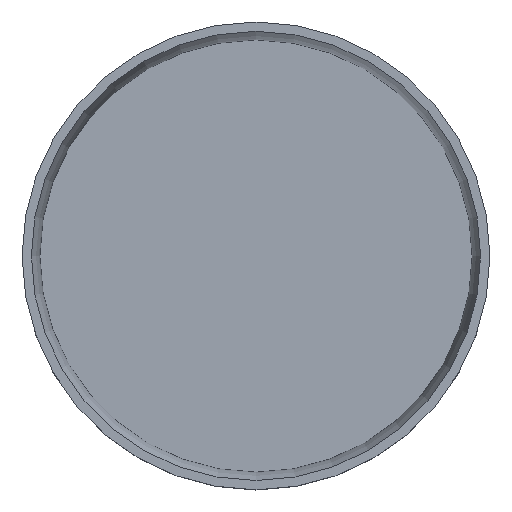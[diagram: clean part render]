
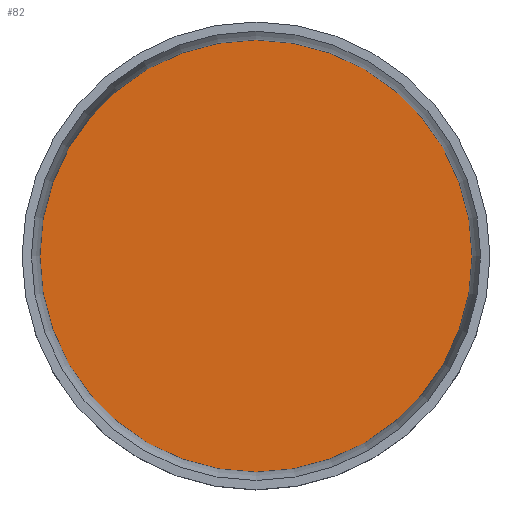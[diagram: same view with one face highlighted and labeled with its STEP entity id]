
A CAD part, top view. The second image highlights one B-rep face of the part: STEP entity #82.
In plain terms, the highlighted planar face has unit normal (0, 0, 1).
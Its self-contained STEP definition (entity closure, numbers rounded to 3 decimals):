
#26=FACE_OUTER_BOUND('',#33,.T.);
#33=EDGE_LOOP('',(#70));
#41=CIRCLE('',#107,46.2);
#47=VERTEX_POINT('',#155);
#55=EDGE_CURVE('',#47,#47,#41,.T.);
#70=ORIENTED_EDGE('',*,*,#55,.T.);
#77=PLANE('',#108);
#82=ADVANCED_FACE('',(#26),#77,.T.);
#107=AXIS2_PLACEMENT_3D('',#157,#131,#132);
#108=AXIS2_PLACEMENT_3D('',#158,#133,#134);
#131=DIRECTION('center_axis',(0.,0.,
1.));
#132=DIRECTION('ref_axis',(1.,0.,0.));
#133=DIRECTION('center_axis',(0.,0.,
1.));
#134=DIRECTION('ref_axis',(1.,0.,0.));
#155=CARTESIAN_POINT('',(0.,46.2,304.));
#157=CARTESIAN_POINT('Origin',(0.,0.,
304.));
#158=CARTESIAN_POINT('Origin',(0.,0.,
304.));
